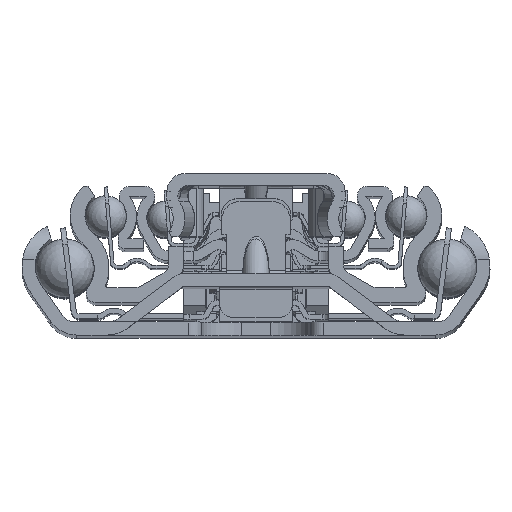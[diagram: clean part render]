
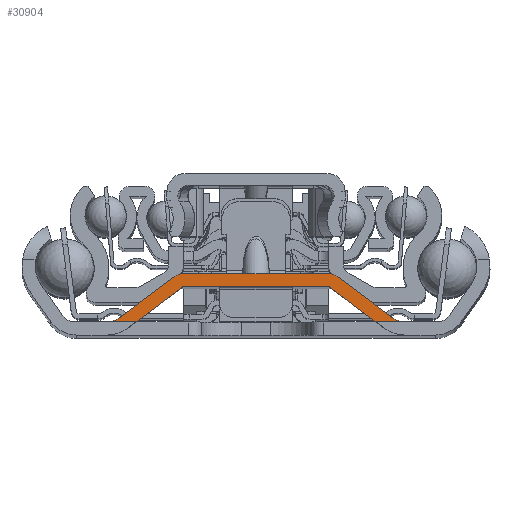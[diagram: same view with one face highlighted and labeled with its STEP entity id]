
A CAD part, top view. The second image highlights one B-rep face of the part: STEP entity #30904.
In plain terms, the highlighted planar face has unit normal (0, 0, 1).
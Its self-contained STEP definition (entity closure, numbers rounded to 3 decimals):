
#576=PLANE('',#33126);
#1512=LINE('',#47290,#4538);
#1537=LINE('',#47353,#4563);
#1541=LINE('',#47366,#4567);
#1546=LINE('',#47378,#4572);
#1552=LINE('',#47390,#4578);
#1554=LINE('',#47399,#4580);
#1560=LINE('',#47411,#4586);
#1561=LINE('',#47412,#4587);
#4538=VECTOR('',#36586,10.);
#4563=VECTOR('',#36651,10.);
#4567=VECTOR('',#36667,10.);
#4572=VECTOR('',#36680,10.);
#4578=VECTOR('',#36692,10.);
#4580=VECTOR('',#36702,10.);
#4586=VECTOR('',#36716,10.);
#4587=VECTOR('',#36717,10.);
#8296=FACE_OUTER_BOUND('',#9969,.T.);
#9969=EDGE_LOOP('',(#21747,#21748,#21749,#21750,#21751,#21752,#21753,#21754,
#21755,#21756,#21757,#21758,#21759,#21760));
#11689=CIRCLE('',#33103,3.);
#11691=CIRCLE('',#33107,2.);
#11693=CIRCLE('',#33110,2.);
#11694=CIRCLE('',#33113,3.);
#11695=CIRCLE('',#33117,0.25);
#11696=CIRCLE('',#33120,0.25);
#13438=VERTEX_POINT('',#47287);
#13439=VERTEX_POINT('',#47289);
#13453=VERTEX_POINT('',#47343);
#13454=VERTEX_POINT('',#47344);
#13457=VERTEX_POINT('',#47352);
#13459=VERTEX_POINT('',#47361);
#13460=VERTEX_POINT('',#47365);
#13461=VERTEX_POINT('',#47369);
#13462=VERTEX_POINT('',#47376);
#13463=VERTEX_POINT('',#47377);
#13464=VERTEX_POINT('',#47382);
#13466=VERTEX_POINT('',#47388);
#13467=VERTEX_POINT('',#47392);
#13469=VERTEX_POINT('',#47398);
#16662=EDGE_CURVE('',#13438,#13439,#1512,.T.);
#16689=EDGE_CURVE('',#13453,#13454,#11689,.T.);
#16693=EDGE_CURVE('',#13457,#13453,#1537,.T.);
#16696=EDGE_CURVE('',#13439,#13457,#11691,.T.);
#16698=EDGE_CURVE('',#13459,#13438,#11693,.T.);
#16700=EDGE_CURVE('',#13460,#13459,#1541,.T.);
#16702=EDGE_CURVE('',#13461,#13460,#11694,.T.);
#16706=EDGE_CURVE('',#13462,#13463,#1546,.T.);
#16709=EDGE_CURVE('',#13464,#13462,#11695,.T.);
#16713=EDGE_CURVE('',#13466,#13464,#1552,.T.);
#16714=EDGE_CURVE('',#13467,#13466,#11696,.T.);
#16717=EDGE_CURVE('',#13469,#13467,#1554,.T.);
#16724=EDGE_CURVE('',#13463,#13461,#1560,.T.);
#16725=EDGE_CURVE('',#13454,#13469,#1561,.T.);
#21747=ORIENTED_EDGE('',*,*,#16724,.F.);
#21748=ORIENTED_EDGE('',*,*,#16706,.F.);
#21749=ORIENTED_EDGE('',*,*,#16709,.F.);
#21750=ORIENTED_EDGE('',*,*,#16713,.F.);
#21751=ORIENTED_EDGE('',*,*,#16714,.F.);
#21752=ORIENTED_EDGE('',*,*,#16717,.F.);
#21753=ORIENTED_EDGE('',*,*,#16725,.F.);
#21754=ORIENTED_EDGE('',*,*,#16689,.F.);
#21755=ORIENTED_EDGE('',*,*,#16693,.F.);
#21756=ORIENTED_EDGE('',*,*,#16696,.F.);
#21757=ORIENTED_EDGE('',*,*,#16662,.F.);
#21758=ORIENTED_EDGE('',*,*,#16698,.F.);
#21759=ORIENTED_EDGE('',*,*,#16700,.F.);
#21760=ORIENTED_EDGE('',*,*,#16702,.F.);
#30904=ADVANCED_FACE('',(#8296),#576,.T.);
#33103=AXIS2_PLACEMENT_3D('',#47345,#36643,#36644);
#33107=AXIS2_PLACEMENT_3D('',#47358,#36656,#36657);
#33110=AXIS2_PLACEMENT_3D('',#47362,#36662,#36663);
#33113=AXIS2_PLACEMENT_3D('',#47370,#36671,#36672);
#33117=AXIS2_PLACEMENT_3D('',#47383,#36685,#36686);
#33120=AXIS2_PLACEMENT_3D('',#47393,#36695,#36696);
#33126=AXIS2_PLACEMENT_3D('',#47410,#36714,#36715);
#36586=DIRECTION('',(1.,0.,0.));
#36643=DIRECTION('center_axis',(0.,0.,1.));
#36644=DIRECTION('ref_axis',(0.,1.,0.));
#36651=DIRECTION('',(0.8,-0.6,0.));
#36656=DIRECTION('center_axis',(0.,0.,-1.));
#36657=DIRECTION('ref_axis',(0.,1.,0.));
#36662=DIRECTION('center_axis',(0.,0.,-1.));
#36663=DIRECTION('ref_axis',(-0.6,0.8,0.));
#36667=DIRECTION('',(0.8,0.6,0.));
#36671=DIRECTION('center_axis',(0.,0.,
1.));
#36672=DIRECTION('ref_axis',(-0.6,0.8,0.));
#36680=DIRECTION('',(-0.8,-0.6,0.));
#36685=DIRECTION('center_axis',(0.,0.,
1.));
#36686=DIRECTION('ref_axis',(0.6,-0.8,0.));
#36692=DIRECTION('',(-1.,0.,0.));
#36695=DIRECTION('center_axis',(0.,0.,1.));
#36696=DIRECTION('ref_axis',(0.,-1.,0.));
#36702=DIRECTION('',(-0.8,0.6,0.));
#36714=DIRECTION('center_axis',(0.,0.,
1.));
#36715=DIRECTION('ref_axis',(1.,0.,0.));
#36716=DIRECTION('',(-1.,0.,0.));
#36717=DIRECTION('',(-1.,0.,0.));
#47287=CARTESIAN_POINT('',(-11.106,9.3,300.));
#47289=CARTESIAN_POINT('',(11.106,9.3,300.));
#47290=CARTESIAN_POINT('',(-11.106,9.3,300.));
#47343=CARTESIAN_POINT('',(20.699,2.601,300.));
#47344=CARTESIAN_POINT('',(22.5,2.,300.));
#47345=CARTESIAN_POINT('Origin',(22.5,5.,300.));
#47352=CARTESIAN_POINT('',(12.307,8.9,300.));
#47353=CARTESIAN_POINT('',(12.307,8.9,300.));
#47358=CARTESIAN_POINT('Origin',(11.106,7.3,300.));
#47361=CARTESIAN_POINT('',(-12.307,8.9,300.));
#47362=CARTESIAN_POINT('Origin',(-11.106,7.3,300.));
#47365=CARTESIAN_POINT('',(-20.699,2.601,300.));
#47366=CARTESIAN_POINT('',(-20.699,2.601,300.));
#47369=CARTESIAN_POINT('',(-22.5,2.,300.));
#47370=CARTESIAN_POINT('Origin',(-22.5,5.,300.));
#47376=CARTESIAN_POINT('',(-11.173,7.25,300.));
#47377=CARTESIAN_POINT('',(-18.168,2.,300.));
#47378=CARTESIAN_POINT('',(-11.173,7.25,300.));
#47382=CARTESIAN_POINT('',(-11.023,7.3,300.));
#47383=CARTESIAN_POINT('Origin',(-11.023,7.05,300.));
#47388=CARTESIAN_POINT('',(11.023,7.3,300.));
#47390=CARTESIAN_POINT('',(11.023,7.3,300.));
#47392=CARTESIAN_POINT('',(11.173,7.25,300.));
#47393=CARTESIAN_POINT('Origin',(11.023,7.05,300.));
#47398=CARTESIAN_POINT('',(18.168,2.,300.));
#47399=CARTESIAN_POINT('',(19.499,1.001,300.));
#47410=CARTESIAN_POINT('Origin',(0.,6.058,300.));
#47411=CARTESIAN_POINT('',(-2.473,2.,300.));
#47412=CARTESIAN_POINT('',(-2.473,2.,300.));
